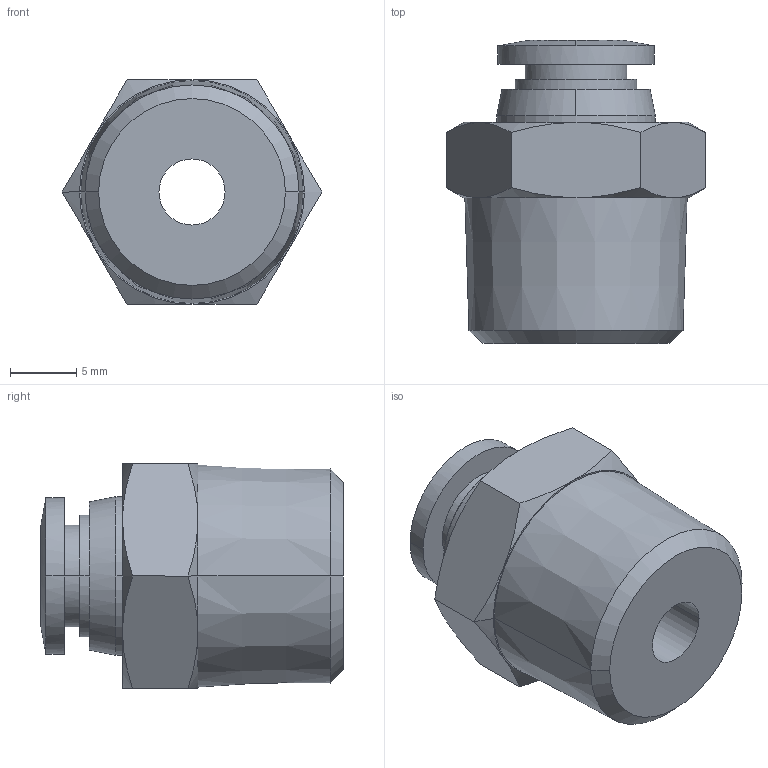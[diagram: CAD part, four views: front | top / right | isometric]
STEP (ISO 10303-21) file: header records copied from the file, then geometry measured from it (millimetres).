
FILE_DESCRIPTION (( 'STEP AP214' ), '1' );
FILE_NAME ('MS6M-38R.step', '2016-02-24T20:44:29', ( '' ), ( '' ), 'SwSTEP 2.0', 'SolidWorks 2015', '' );
FILE_SCHEMA (( 'AUTOMOTIVE_DESIGN' ));
Length unit declared in the file: inch
Products named in the file (1): MS6M-38R
Bounding box: 19.63 x 22.9 x 17 mm (x, y, z)
Volume: 3645.4 mm3; surface area: 2025.1 mm2
Topology: 1 solids, 1 shells, 49 faces, 106 edges, 65 vertices
Faces by surface type: cone 21, plane 14, cylinder 12, torus 2
Entity records: 2673 total; most frequent: CARTESIAN_POINT 970, ORIENTED_EDGE 212, DIRECTION 205, EDGE_CURVE 106, AXIS2_PLACEMENT_3D 89, VERTEX_POINT 65, EDGE_LOOP 57, DIMENSIONAL_EXPONENTS 52
